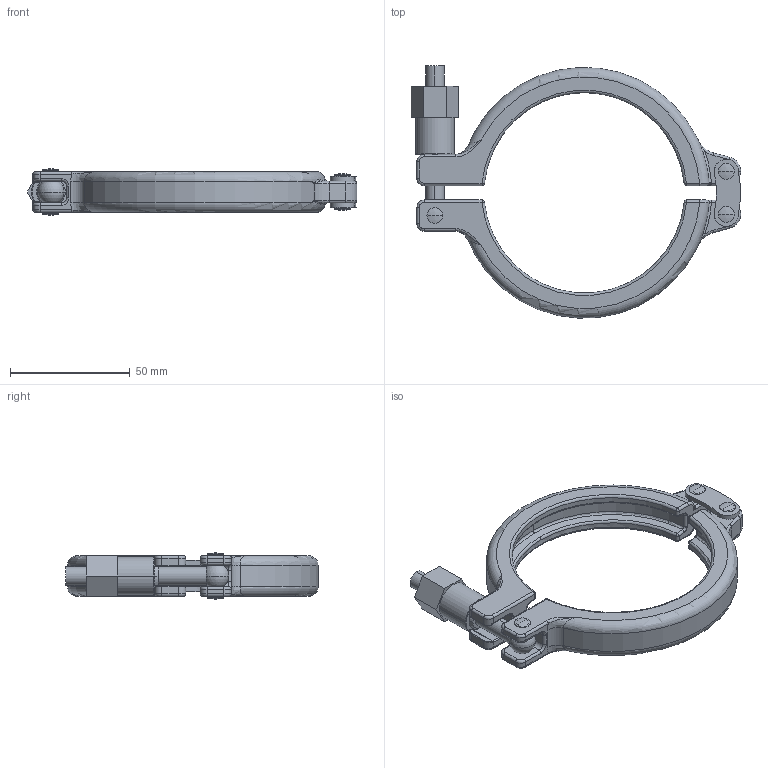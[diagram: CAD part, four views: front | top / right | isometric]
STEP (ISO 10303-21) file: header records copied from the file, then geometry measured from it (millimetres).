
FILE_DESCRIPTION (( 'STEP AP214' ), '1' );
FILE_NAME ('CL.SAFX.0300 BLOCK.STEP', '2019-04-16T14:00:42', ( '' ), ( '' ), 'SwSTEP 2.0', 'SolidWorks 2019', '' );
FILE_SCHEMA (( 'AUTOMOTIVE_DESIGN' ));
Length unit declared in the file: millimetre
Products named in the file (1): CL.SAFX.0300 BLOCK
Bounding box: 137.43 x 105.3 x 19.3 mm (x, y, z)
Volume: 56019.3 mm3; surface area: 24855.4 mm2
Topology: 3 solids, 3 shells, 374 faces, 875 edges, 497 vertices
Faces by surface type: cylinder 146, torus 75, plane 59, bspline 46, sphere 34, cone 14
Entity records: 12764 total; most frequent: CARTESIAN_POINT 4328, DIRECTION 1892, ORIENTED_EDGE 1704, EDGE_CURVE 852, AXIS2_PLACEMENT_3D 818, VERTEX_POINT 496, CIRCLE 489, EDGE_LOOP 400
